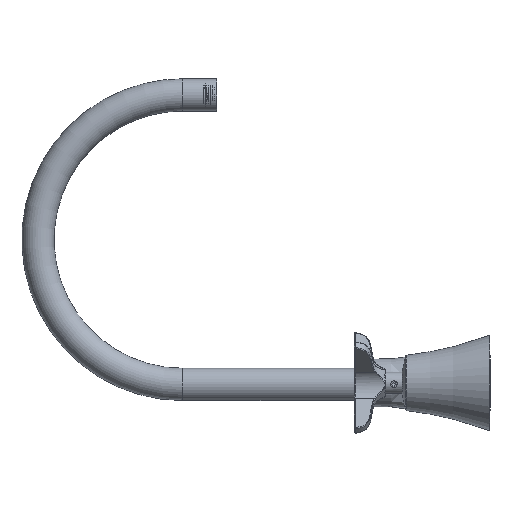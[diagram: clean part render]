
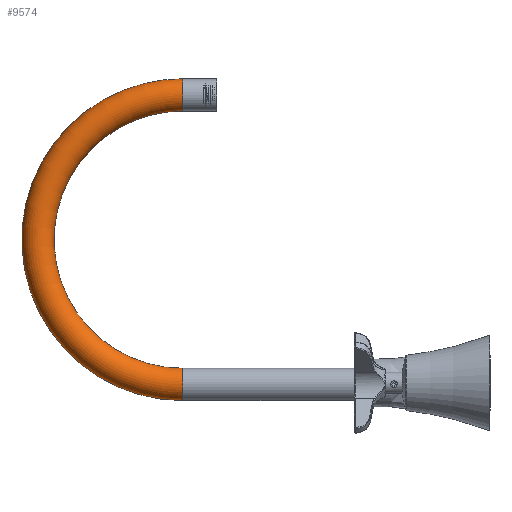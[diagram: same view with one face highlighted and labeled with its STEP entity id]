
A CAD part, left-side view. The second image highlights one B-rep face of the part: STEP entity #9574.
In plain terms, the highlighted toroidal (fillet/blend) face has major radius 85 mm and minor radius 9.5 mm.
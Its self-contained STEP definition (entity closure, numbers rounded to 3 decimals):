
#161 = DIRECTION ( 'NONE',  ( 0., -1., 0. ) ) ;
#274 = DIRECTION ( 'NONE',  ( -1., 0., 0. ) ) ;
#4891 = CARTESIAN_POINT ( 'NONE',  ( -9.5, 180.482, 169.128 ) ) ;
#7122 = EDGE_CURVE ( 'NONE', #8834, #8834, #14851, .T. ) ;
#7259 = CARTESIAN_POINT ( 'NONE',  ( -9.5, 180.482, -0.872 ) ) ;
#7295 = ORIENTED_EDGE ( 'NONE', *, *, #7122, .T. ) ;
#8018 = FACE_OUTER_BOUND ( 'NONE', #14260, .T. ) ;
#8720 = CARTESIAN_POINT ( 'NONE',  ( 0., 180.482, -0.872 ) ) ;
#8810 = CARTESIAN_POINT ( 'NONE',  ( 0., 180.482, 169.128 ) ) ;
#8834 = VERTEX_POINT ( 'NONE', #7259 ) ;
#9407 = EDGE_LOOP ( 'NONE', ( #7295 ) ) ;
#9574 = ADVANCED_FACE ( 'NONE', ( #8018, #20500 ), #20518, .T. ) ;
#10149 = DIRECTION ( 'NONE',  ( 1., 0., 0. ) ) ;
#10327 = CIRCLE ( 'NONE', #19303, 9.5 ) ;
#10407 = DIRECTION ( 'NONE',  ( 0., 1., 0. ) ) ;
#10734 = DIRECTION ( 'NONE',  ( -1., 0., 0. ) ) ;
#12161 = CARTESIAN_POINT ( 'NONE',  ( 0., 180.482, 84.128 ) ) ;
#13765 = VERTEX_POINT ( 'NONE', #4891 ) ;
#14260 = EDGE_LOOP ( 'NONE', ( #18444 ) ) ;
#14851 = CIRCLE ( 'NONE', #16645, 9.5 ) ;
#16645 = AXIS2_PLACEMENT_3D ( 'NONE', #8720, #10407, #10734 ) ;
#17341 = DIRECTION ( 'NONE',  ( 0., 0., -1. ) ) ;
#18444 = ORIENTED_EDGE ( 'NONE', *, *, #20826, .F. ) ;
#19303 = AXIS2_PLACEMENT_3D ( 'NONE', #8810, #161, #274 ) ;
#20161 = AXIS2_PLACEMENT_3D ( 'NONE', #12161, #10149, #17341 ) ;
#20500 = FACE_OUTER_BOUND ( 'NONE', #9407, .T. ) ;
#20518 = TOROIDAL_SURFACE ( 'NONE', #20161, 85., 9.5 ) ;
#20826 = EDGE_CURVE ( 'NONE', #13765, #13765, #10327, .T. ) ;
